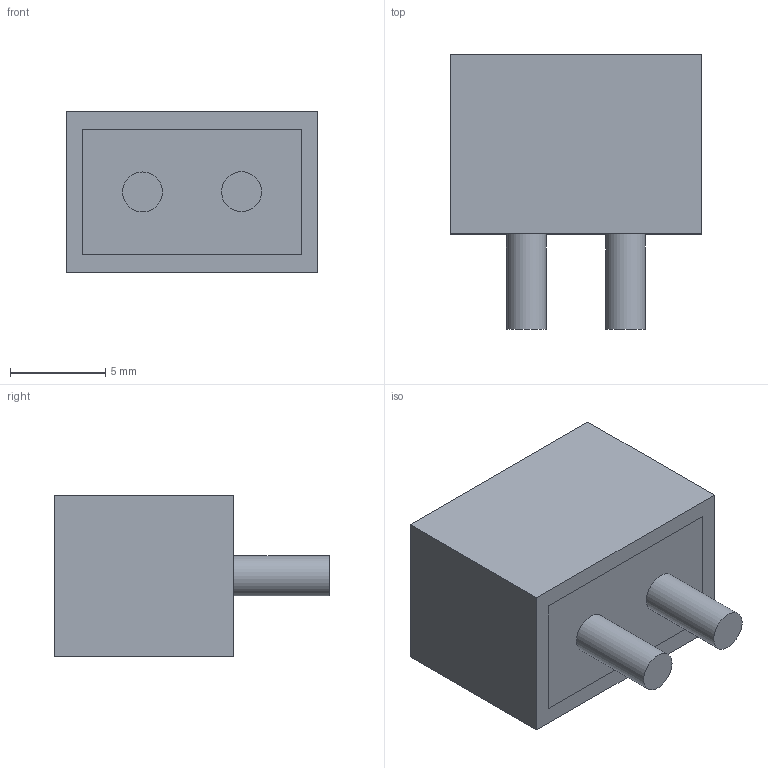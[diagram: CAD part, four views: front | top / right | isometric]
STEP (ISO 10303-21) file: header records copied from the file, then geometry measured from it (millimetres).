
FILE_DESCRIPTION(/* description */ (''),/* implementation_level */ '2;1');
FILE_NAME(/* name */ 'Konektor 2 Pin Besar v1.step',/* time_stamp */ '2021-09-03T14:24:41+07:00',/* author */ (''),/* organization */ (''),/* preprocessor_version */ 'ST-DEVELOPER v18.1',/* originating_system */ 'Autodesk Translation Framework v10.10.0.1391',/* authorisation */ '');
FILE_SCHEMA (('AUTOMOTIVE_DESIGN { 1 0 10303 214 3 1 1 }'));
Length unit declared in the file: millimetre
Products named in the file (1): Konektor 2 Pin Besar
Bounding box: 13.2 x 14.4 x 8.5 mm (x, y, z)
Volume: 523.1 mm3; surface area: 1127.1 mm2
Topology: 1 solids, 1 shells, 29 faces, 65 edges, 42 vertices
Faces by surface type: plane 23, cylinder 4, bspline 2
Full cylindrical faces by diameter (mm): 2.1 x4
Entity records: 889 total; most frequent: CARTESIAN_POINT 189, DIRECTION 135, ORIENTED_EDGE 130, EDGE_CURVE 65, LINE 51, VECTOR 51, VERTEX_POINT 42, AXIS2_PLACEMENT_3D 42
